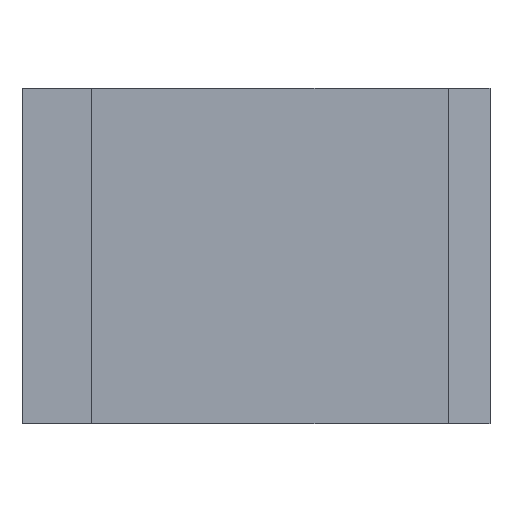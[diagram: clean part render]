
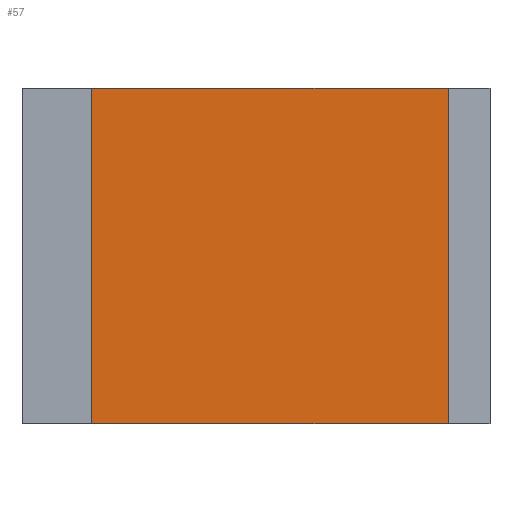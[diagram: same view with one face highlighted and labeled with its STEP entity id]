
A CAD part, left-side view. The second image highlights one B-rep face of the part: STEP entity #57.
In plain terms, the highlighted planar face has unit normal (-1, 0, 0).
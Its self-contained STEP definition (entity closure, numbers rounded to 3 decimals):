
#57 = ADVANCED_FACE( '', ( #119 ), #120, .F. );
#119 = FACE_OUTER_BOUND( '', #180, .T. );
#120 = PLANE( '', #181 );
#180 = EDGE_LOOP( '', ( #277, #278, #279, #280 ) );
#181 = AXIS2_PLACEMENT_3D( '', #281, #282, #283 );
#277 = ORIENTED_EDGE( '', *, *, #342, .T. );
#278 = ORIENTED_EDGE( '', *, *, #361, .F. );
#279 = ORIENTED_EDGE( '', *, *, #371, .F. );
#280 = ORIENTED_EDGE( '', *, *, #372, .T. );
#281 = CARTESIAN_POINT( '', ( -29., 57., 48. ) );
#282 = DIRECTION( '', ( 1., 0., 0. ) );
#283 = DIRECTION( '', ( 0., 0., -1. ) );
#342 = EDGE_CURVE( '', #402, #400, #403, .T. );
#361 = EDGE_CURVE( '', #430, #400, #432, .T. );
#371 = EDGE_CURVE( '', #445, #430, #446, .T. );
#372 = EDGE_CURVE( '', #445, #402, #447, .T. );
#400 = VERTEX_POINT( '', #483 );
#402 = VERTEX_POINT( '', #486 );
#403 = LINE( '', #487, #488 );
#430 = VERTEX_POINT( '', #526 );
#432 = LINE( '', #529, #530 );
#445 = VERTEX_POINT( '', #544 );
#446 = LINE( '', #545, #546 );
#447 = LINE( '', #547, #548 );
#483 = CARTESIAN_POINT( '', ( -29., 6., 0. ) );
#486 = CARTESIAN_POINT( '', ( -29., 57., 0. ) );
#487 = CARTESIAN_POINT( '', ( -29., 57., 0. ) );
#488 = VECTOR( '', #578, 1000. );
#526 = CARTESIAN_POINT( '', ( -29., 6., 48. ) );
#529 = CARTESIAN_POINT( '', ( -29., 6., 48. ) );
#530 = VECTOR( '', #597, 1000. );
#544 = CARTESIAN_POINT( '', ( -29., 57., 48. ) );
#545 = CARTESIAN_POINT( '', ( -29., 57., 48. ) );
#546 = VECTOR( '', #608, 1000. );
#547 = CARTESIAN_POINT( '', ( -29., 57., 48. ) );
#548 = VECTOR( '', #609, 1000. );
#578 = DIRECTION( '', ( 0., -1., 0. ) );
#597 = DIRECTION( '', ( 0., 0., -1. ) );
#608 = DIRECTION( '', ( 0., -1., 0. ) );
#609 = DIRECTION( '', ( 0., 0., -1. ) );
